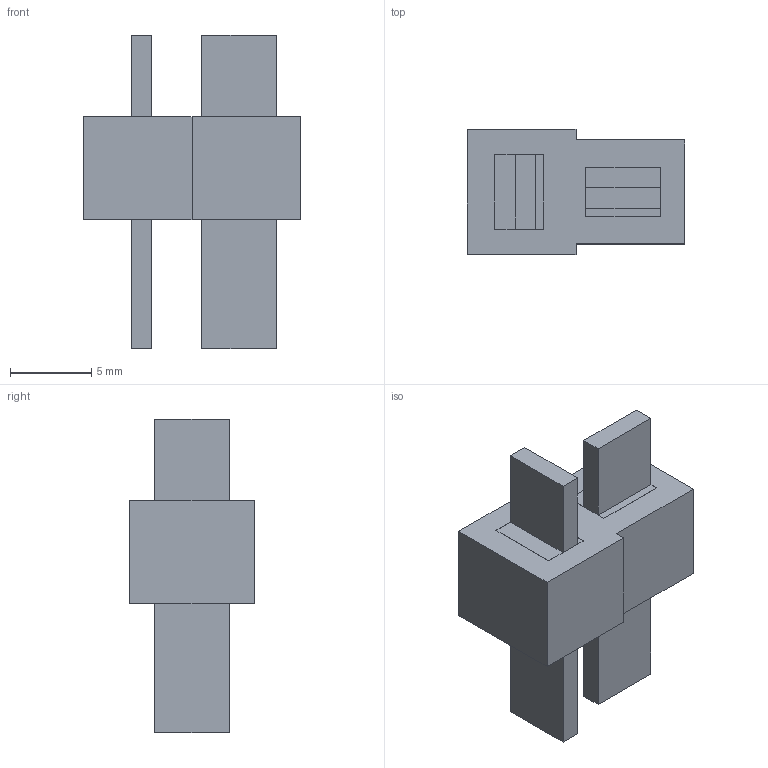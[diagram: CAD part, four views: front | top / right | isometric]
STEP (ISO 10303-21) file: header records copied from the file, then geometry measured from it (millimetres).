
FILE_DESCRIPTION(('FreeCAD Model'),'2;1');
FILE_NAME('Open CASCADE Shape Model','2023-01-08T22:14:24',(''),(''), 'Open CASCADE STEP processor 7.6','FreeCAD','Unknown');
FILE_SCHEMA(('AUTOMOTIVE_DESIGN { 1 0 10303 214 1 1 1 1 }'));
Length unit declared in the file: millimetre
Products named in the file (1): Pad001
Bounding box: 13.4 x 7.7 x 19.3 mm (x, y, z)
Volume: 748.6 mm3; surface area: 760.4 mm2
Topology: 1 solids, 1 shells, 46 faces, 112 edges, 72 vertices
Faces by surface type: plane 46
Entity records: 1658 total; most frequent: CARTESIAN_POINT 231, ORIENTED_EDGE 224, DIRECTION 206, EDGE_CURVE 112, LINE 112, VECTOR 112, VERTEX_POINT 72, FACE_BOUND 50
